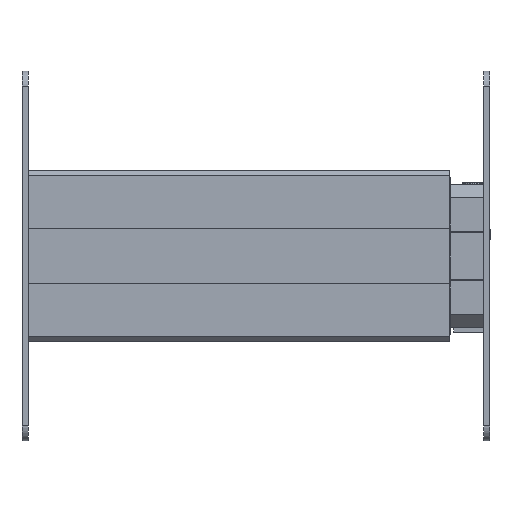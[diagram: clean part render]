
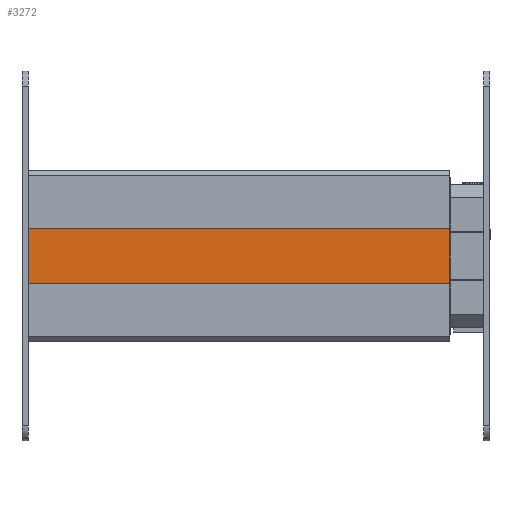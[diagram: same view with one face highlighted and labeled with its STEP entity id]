
A CAD part, left-side view. The second image highlights one B-rep face of the part: STEP entity #3272.
In plain terms, the highlighted planar face has unit normal (-1, 0, 0).
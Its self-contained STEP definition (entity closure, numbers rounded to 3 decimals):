
#32 = CARTESIAN_POINT ( 'NONE',  ( -56., 279., 17.914 ) ) ;
#800 = VECTOR ( 'NONE', #3892, 1000. ) ;
#836 = VECTOR ( 'NONE', #7915, 1000. ) ;
#1597 = LINE ( 'NONE', #6063, #800 ) ;
#1876 = ORIENTED_EDGE ( 'NONE', *, *, #10654, .F. ) ;
#3272 = ADVANCED_FACE ( 'NONE', ( #4146 ), #14595, .F. ) ;
#3736 = CARTESIAN_POINT ( 'NONE',  ( -56., 279., 17.914 ) ) ;
#3892 = DIRECTION ( 'NONE',  ( 0., 0., 1. ) ) ;
#4146 = FACE_OUTER_BOUND ( 'NONE', #14605, .T. ) ;
#5381 = VECTOR ( 'NONE', #18528, 1000. ) ;
#5782 = CARTESIAN_POINT ( 'NONE',  ( -56., 279., -17.914 ) ) ;
#6063 = CARTESIAN_POINT ( 'NONE',  ( -56., 279., -17.914 ) ) ;
#7213 = VERTEX_POINT ( 'NONE', #10698 ) ;
#7915 = DIRECTION ( 'NONE',  ( 0., 0., 1. ) ) ;
#8367 = DIRECTION ( 'NONE',  ( 0., 0., -1. ) ) ;
#8726 = LINE ( 'NONE', #32, #5381 ) ;
#9008 = EDGE_CURVE ( 'NONE', #7213, #9935, #9293, .T. ) ;
#9293 = LINE ( 'NONE', #18137, #13621 ) ;
#9784 = EDGE_CURVE ( 'NONE', #12127, #17863, #8726, .T. ) ;
#9935 = VERTEX_POINT ( 'NONE', #13792 ) ;
#10295 = DIRECTION ( 'NONE',  ( 0., -1., 0. ) ) ;
#10531 = LINE ( 'NONE', #19347, #836 ) ;
#10654 = EDGE_CURVE ( 'NONE', #7213, #12127, #1597, .T. ) ;
#10698 = CARTESIAN_POINT ( 'NONE',  ( -56., 279., -17.914 ) ) ;
#11562 = ORIENTED_EDGE ( 'NONE', *, *, #9784, .F. ) ;
#12127 = VERTEX_POINT ( 'NONE', #3736 ) ;
#13621 = VECTOR ( 'NONE', #10295, 1000. ) ;
#13792 = CARTESIAN_POINT ( 'NONE',  ( -56., 0., -17.914 ) ) ;
#14569 = EDGE_CURVE ( 'NONE', #9935, #17863, #10531, .T. ) ;
#14595 = PLANE ( 'NONE',  #19595 ) ;
#14605 = EDGE_LOOP ( 'NONE', ( #15459, #11562, #1876, #17589 ) ) ;
#15459 = ORIENTED_EDGE ( 'NONE', *, *, #14569, .T. ) ;
#17202 = DIRECTION ( 'NONE',  ( 1., 0., 0. ) ) ;
#17589 = ORIENTED_EDGE ( 'NONE', *, *, #9008, .T. ) ;
#17824 = CARTESIAN_POINT ( 'NONE',  ( -56., 0., 17.914 ) ) ;
#17863 = VERTEX_POINT ( 'NONE', #17824 ) ;
#18137 = CARTESIAN_POINT ( 'NONE',  ( -56., 279., -17.914 ) ) ;
#18528 = DIRECTION ( 'NONE',  ( 0., -1., 0. ) ) ;
#19347 = CARTESIAN_POINT ( 'NONE',  ( -56., 0., -17.914 ) ) ;
#19595 = AXIS2_PLACEMENT_3D ( 'NONE', #5782, #17202, #8367 ) ;
